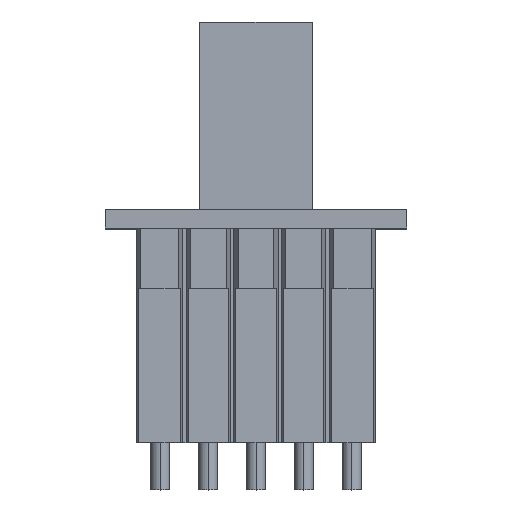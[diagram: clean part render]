
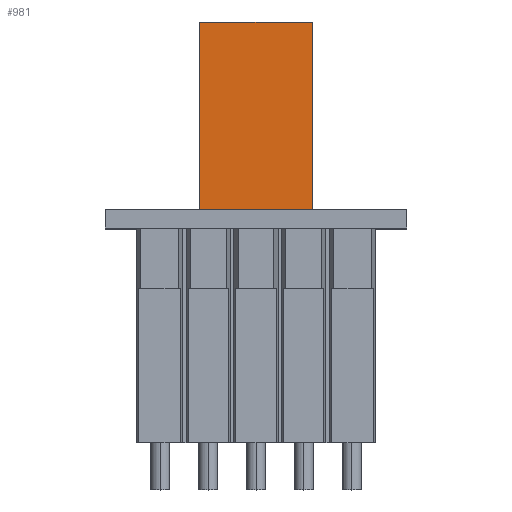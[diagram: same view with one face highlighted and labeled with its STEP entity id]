
A CAD part, top view. The second image highlights one B-rep face of the part: STEP entity #981.
In plain terms, the highlighted planar face has unit normal (0, 0, 1).
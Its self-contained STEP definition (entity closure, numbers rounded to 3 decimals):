
#270 = VECTOR ( 'NONE', #8603, 1000. ) ;
#401 = PLANE ( 'NONE',  #2463 ) ;
#502 = LINE ( 'NONE', #1729, #270 ) ;
#590 = ORIENTED_EDGE ( 'NONE', *, *, #9660, .F. ) ;
#981 = ADVANCED_FACE ( 'NONE', ( #1421 ), #401, .F. ) ;
#1288 = VECTOR ( 'NONE', #6498, 1000. ) ;
#1421 = FACE_OUTER_BOUND ( 'NONE', #2747, .T. ) ;
#1557 = VERTEX_POINT ( 'NONE', #9332 ) ;
#1729 = CARTESIAN_POINT ( 'NONE',  ( 3., 14.2, -30.46 ) ) ;
#1952 = CARTESIAN_POINT ( 'NONE',  ( 3., 4.2, -30.46 ) ) ;
#2463 = AXIS2_PLACEMENT_3D ( 'NONE', #4156, #7364, #7296 ) ;
#2686 = DIRECTION ( 'NONE',  ( 1., 0., 0. ) ) ;
#2747 = EDGE_LOOP ( 'NONE', ( #9652, #8119, #590, #3122 ) ) ;
#3122 = ORIENTED_EDGE ( 'NONE', *, *, #3830, .T. ) ;
#3294 = VERTEX_POINT ( 'NONE', #9017 ) ;
#3325 = LINE ( 'NONE', #4482, #1288 ) ;
#3607 = LINE ( 'NONE', #1952, #6339 ) ;
#3689 = VERTEX_POINT ( 'NONE', #4856 ) ;
#3830 = EDGE_CURVE ( 'NONE', #1557, #3294, #5761, .T. ) ;
#4156 = CARTESIAN_POINT ( 'NONE',  ( 3., 14.2, -30.46 ) ) ;
#4482 = CARTESIAN_POINT ( 'NONE',  ( 3., 14.2, -30.46 ) ) ;
#4856 = CARTESIAN_POINT ( 'NONE',  ( 3., 4.2, -30.46 ) ) ;
#5761 = LINE ( 'NONE', #6616, #8654 ) ;
#5845 = DIRECTION ( 'NONE',  ( 0., -1., 0. ) ) ;
#6339 = VECTOR ( 'NONE', #2686, 1000. ) ;
#6498 = DIRECTION ( 'NONE',  ( 1., 0., 0. ) ) ;
#6616 = CARTESIAN_POINT ( 'NONE',  ( -3., 14.2, -30.46 ) ) ;
#6794 = EDGE_CURVE ( 'NONE', #6889, #3689, #502, .T. ) ;
#6889 = VERTEX_POINT ( 'NONE', #8862 ) ;
#7296 = DIRECTION ( 'NONE',  ( 0., 1., 0. ) ) ;
#7364 = DIRECTION ( 'NONE',  ( 0., 0., -1. ) ) ;
#8119 = ORIENTED_EDGE ( 'NONE', *, *, #6794, .F. ) ;
#8603 = DIRECTION ( 'NONE',  ( 0., -1., 0. ) ) ;
#8654 = VECTOR ( 'NONE', #5845, 1000. ) ;
#8862 = CARTESIAN_POINT ( 'NONE',  ( 3., 14.2, -30.46 ) ) ;
#8935 = EDGE_CURVE ( 'NONE', #3294, #3689, #3607, .T. ) ;
#9017 = CARTESIAN_POINT ( 'NONE',  ( -3., 4.2, -30.46 ) ) ;
#9332 = CARTESIAN_POINT ( 'NONE',  ( -3., 14.2, -30.46 ) ) ;
#9652 = ORIENTED_EDGE ( 'NONE', *, *, #8935, .T. ) ;
#9660 = EDGE_CURVE ( 'NONE', #1557, #6889, #3325, .T. ) ;
